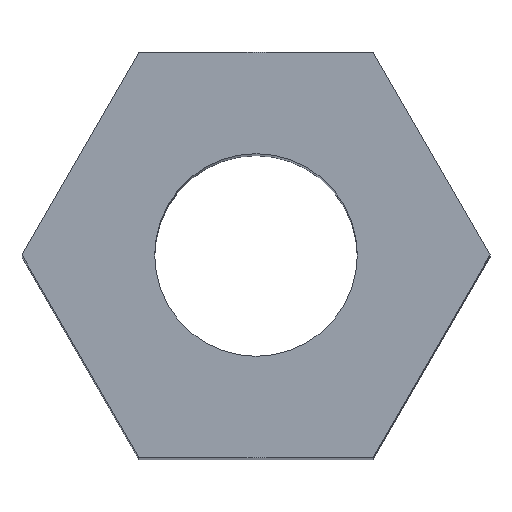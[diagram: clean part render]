
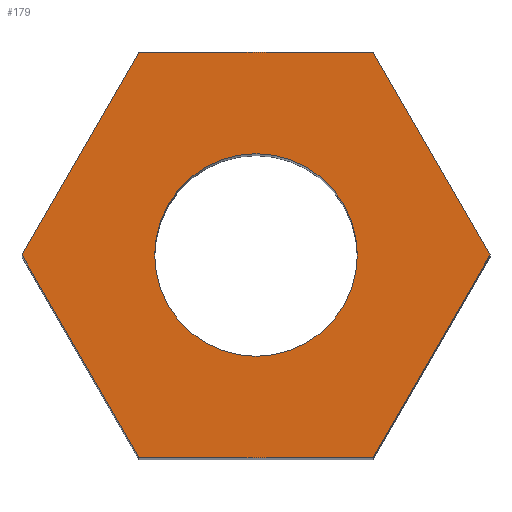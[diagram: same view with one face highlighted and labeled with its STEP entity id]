
A CAD part, top view. The second image highlights one B-rep face of the part: STEP entity #179.
In plain terms, the highlighted planar face has unit normal (0, 0, 1).
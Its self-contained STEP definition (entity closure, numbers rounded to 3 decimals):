
#14=FACE_BOUND('',#41,.T.);
#22=PLANE('',#210);
#31=FACE_OUTER_BOUND('',#40,.T.);
#40=EDGE_LOOP('',(#147,#148,#149,#150,#151,#152));
#41=EDGE_LOOP('',(#153));
#47=LINE('',#269,#66);
#50=LINE('',#275,#69);
#53=LINE('',#281,#72);
#56=LINE('',#287,#75);
#59=LINE('',#293,#78);
#62=LINE('',#297,#81);
#66=VECTOR('',#225,10.);
#69=VECTOR('',#230,10.);
#72=VECTOR('',#235,10.);
#75=VECTOR('',#240,10.);
#78=VECTOR('',#245,10.);
#81=VECTOR('',#250,10.);
#82=CIRCLE('',#202,1.5);
#84=VERTEX_POINT('',#257);
#88=VERTEX_POINT('',#266);
#89=VERTEX_POINT('',#268);
#91=VERTEX_POINT('',#274);
#93=VERTEX_POINT('',#280);
#95=VERTEX_POINT('',#286);
#97=VERTEX_POINT('',#292);
#98=EDGE_CURVE('',#84,#84,#82,.T.);
#103=EDGE_CURVE('',#89,#88,#47,.T.);
#106=EDGE_CURVE('',#91,#89,#50,.T.);
#109=EDGE_CURVE('',#93,#91,#53,.T.);
#112=EDGE_CURVE('',#95,#93,#56,.T.);
#115=EDGE_CURVE('',#97,#95,#59,.T.);
#118=EDGE_CURVE('',#88,#97,#62,.T.);
#147=ORIENTED_EDGE('',*,*,#118,.T.);
#148=ORIENTED_EDGE('',*,*,#115,.T.);
#149=ORIENTED_EDGE('',*,*,#112,.T.);
#150=ORIENTED_EDGE('',*,*,#109,.T.);
#151=ORIENTED_EDGE('',*,*,#106,.T.);
#152=ORIENTED_EDGE('',*,*,#103,.T.);
#153=ORIENTED_EDGE('',*,*,#98,.T.);
#179=ADVANCED_FACE('',(#31,#14),#22,.T.);
#202=AXIS2_PLACEMENT_3D('',#258,#216,#217);
#210=AXIS2_PLACEMENT_3D('',#298,#251,#252);
#216=DIRECTION('center_axis',(0.,0.,-1.));
#217=DIRECTION('ref_axis',(-1.,0.,0.));
#225=DIRECTION('',(-1.,0.,0.));
#230=DIRECTION('',(-0.5,0.866,0.));
#235=DIRECTION('',(0.5,0.866,0.));
#240=DIRECTION('',(1.,0.,0.));
#245=DIRECTION('',(0.5,-0.866,0.));
#250=DIRECTION('',(-0.5,-0.866,0.));
#251=DIRECTION('center_axis',(0.,0.,1.));
#252=DIRECTION('ref_axis',(1.,0.,0.));
#257=CARTESIAN_POINT('',(1.5,0.,17.5));
#258=CARTESIAN_POINT('Origin',(0.,0.,17.5));
#266=CARTESIAN_POINT('',(-1.732,3.,17.5));
#268=CARTESIAN_POINT('',(1.732,3.,17.5));
#269=CARTESIAN_POINT('',(1.732,3.,17.5));
#274=CARTESIAN_POINT('',(3.464,0.,17.5));
#275=CARTESIAN_POINT('',(3.464,0.,17.5));
#280=CARTESIAN_POINT('',(1.732,-3.,17.5));
#281=CARTESIAN_POINT('',(1.732,-3.,17.5));
#286=CARTESIAN_POINT('',(-1.732,-3.,17.5));
#287=CARTESIAN_POINT('',(-1.732,-3.,17.5));
#292=CARTESIAN_POINT('',(-3.464,0.,17.5));
#293=CARTESIAN_POINT('',(-3.464,0.,17.5));
#297=CARTESIAN_POINT('',(-1.732,3.,17.5));
#298=CARTESIAN_POINT('Origin',(0.,0.,17.5));
